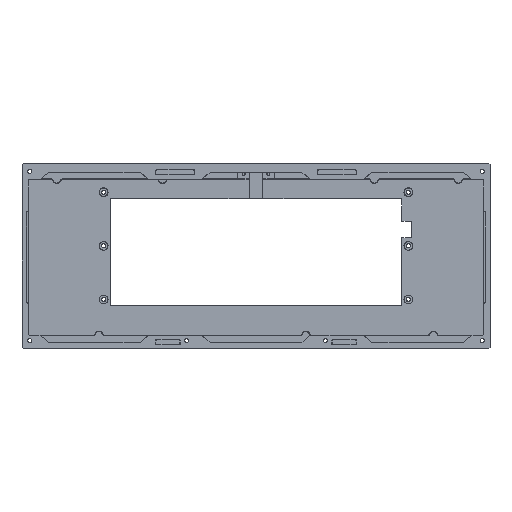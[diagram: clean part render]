
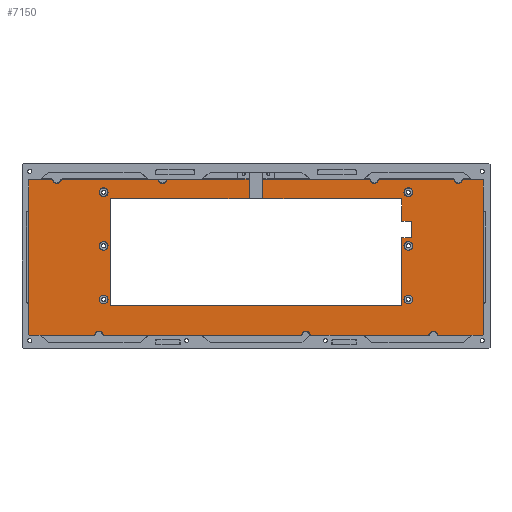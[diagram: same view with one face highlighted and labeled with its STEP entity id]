
A CAD part, top view. The second image highlights one B-rep face of the part: STEP entity #7150.
In plain terms, the highlighted planar face has unit normal (0, 0, 1).
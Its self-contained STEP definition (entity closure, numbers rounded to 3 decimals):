
#97=FACE_BOUND('',#1010,.T.);
#98=FACE_BOUND('',#1011,.T.);
#99=FACE_BOUND('',#1012,.T.);
#100=FACE_BOUND('',#1013,.T.);
#101=FACE_BOUND('',#1014,.T.);
#102=FACE_BOUND('',#1015,.T.);
#280=PLANE('',#7716);
#570=FACE_OUTER_BOUND('',#1009,.T.);
#1009=EDGE_LOOP('',(#5386,#5387,#5388,#5389,#5390,#5391,#5392,#5393,#5394,
#5395,#5396,#5397,#5398,#5399,#5400,#5401,#5402,#5403,#5404,#5405,#5406));
#1010=EDGE_LOOP('',(#5407));
#1011=EDGE_LOOP('',(#5408));
#1012=EDGE_LOOP('',(#5409));
#1013=EDGE_LOOP('',(#5410));
#1014=EDGE_LOOP('',(#5411));
#1015=EDGE_LOOP('',(#5412));
#1480=LINE('',#10736,#2201);
#1564=LINE('',#10959,#2285);
#1589=LINE('',#11035,#2310);
#1590=LINE('',#11037,#2311);
#1591=LINE('',#11039,#2312);
#1592=LINE('',#11040,#2313);
#1593=LINE('',#11042,#2314);
#1594=LINE('',#11044,#2315);
#1595=LINE('',#11045,#2316);
#1596=LINE('',#11047,#2317);
#1597=LINE('',#11049,#2318);
#1598=LINE('',#11051,#2319);
#1599=LINE('',#11053,#2320);
#1600=LINE('',#11055,#2321);
#1601=LINE('',#11057,#2322);
#1602=LINE('',#11059,#2323);
#1603=LINE('',#11061,#2324);
#1604=LINE('',#11063,#2325);
#1605=LINE('',#11065,#2326);
#1606=LINE('',#11067,#2327);
#1607=LINE('',#11068,#2328);
#2201=VECTOR('',#8545,10.);
#2285=VECTOR('',#8783,10.);
#2310=VECTOR('',#8866,10.);
#2311=VECTOR('',#8867,10.);
#2312=VECTOR('',#8868,10.);
#2313=VECTOR('',#8869,10.);
#2314=VECTOR('',#8870,10.);
#2315=VECTOR('',#8871,10.);
#2316=VECTOR('',#8872,10.);
#2317=VECTOR('',#8873,10.);
#2318=VECTOR('',#8874,10.);
#2319=VECTOR('',#8875,10.);
#2320=VECTOR('',#8876,10.);
#2321=VECTOR('',#8877,10.);
#2322=VECTOR('',#8878,10.);
#2323=VECTOR('',#8879,10.);
#2324=VECTOR('',#8880,10.);
#2325=VECTOR('',#8881,10.);
#2326=VECTOR('',#8882,10.);
#2327=VECTOR('',#8883,10.);
#2328=VECTOR('',#8884,10.);
#2931=CIRCLE('',#7713,3.35);
#2934=CIRCLE('',#7717,3.35);
#2935=CIRCLE('',#7718,3.35);
#2936=CIRCLE('',#7719,3.35);
#2937=CIRCLE('',#7720,3.35);
#2938=CIRCLE('',#7721,3.35);
#3270=VERTEX_POINT('',#10733);
#3271=VERTEX_POINT('',#10735);
#3332=VERTEX_POINT('',#10956);
#3333=VERTEX_POINT('',#10958);
#3351=VERTEX_POINT('',#11025);
#3354=VERTEX_POINT('',#11033);
#3355=VERTEX_POINT('',#11034);
#3356=VERTEX_POINT('',#11036);
#3357=VERTEX_POINT('',#11038);
#3358=VERTEX_POINT('',#11041);
#3359=VERTEX_POINT('',#11043);
#3360=VERTEX_POINT('',#11046);
#3361=VERTEX_POINT('',#11048);
#3362=VERTEX_POINT('',#11050);
#3363=VERTEX_POINT('',#11052);
#3364=VERTEX_POINT('',#11054);
#3365=VERTEX_POINT('',#11056);
#3366=VERTEX_POINT('',#11058);
#3367=VERTEX_POINT('',#11060);
#3368=VERTEX_POINT('',#11062);
#3369=VERTEX_POINT('',#11064);
#3370=VERTEX_POINT('',#11066);
#3371=VERTEX_POINT('',#11069);
#3372=VERTEX_POINT('',#11071);
#3373=VERTEX_POINT('',#11073);
#3374=VERTEX_POINT('',#11075);
#3375=VERTEX_POINT('',#11077);
#3972=EDGE_CURVE('',#3271,#3270,#1480,.T.);
#4084=EDGE_CURVE('',#3333,#3332,#1564,.T.);
#4117=EDGE_CURVE('',#3351,#3351,#2931,.T.);
#4121=EDGE_CURVE('',#3354,#3355,#1589,.T.);
#4122=EDGE_CURVE('',#3354,#3356,#1590,.T.);
#4123=EDGE_CURVE('',#3356,#3357,#1591,.T.);
#4124=EDGE_CURVE('',#3357,#3271,#1592,.T.);
#4125=EDGE_CURVE('',#3270,#3358,#1593,.T.);
#4126=EDGE_CURVE('',#3358,#3359,#1594,.T.);
#4127=EDGE_CURVE('',#3359,#3333,#1595,.T.);
#4128=EDGE_CURVE('',#3332,#3360,#1596,.T.);
#4129=EDGE_CURVE('',#3360,#3361,#1597,.T.);
#4130=EDGE_CURVE('',#3362,#3361,#1598,.T.);
#4131=EDGE_CURVE('',#3362,#3363,#1599,.T.);
#4132=EDGE_CURVE('',#3364,#3363,#1600,.T.);
#4133=EDGE_CURVE('',#3365,#3364,#1601,.T.);
#4134=EDGE_CURVE('',#3365,#3366,#1602,.T.);
#4135=EDGE_CURVE('',#3366,#3367,#1603,.T.);
#4136=EDGE_CURVE('',#3368,#3367,#1604,.T.);
#4137=EDGE_CURVE('',#3368,#3369,#1605,.T.);
#4138=EDGE_CURVE('',#3370,#3369,#1606,.T.);
#4139=EDGE_CURVE('',#3370,#3355,#1607,.T.);
#4140=EDGE_CURVE('',#3371,#3371,#2934,.T.);
#4141=EDGE_CURVE('',#3372,#3372,#2935,.T.);
#4142=EDGE_CURVE('',#3373,#3373,#2936,.T.);
#4143=EDGE_CURVE('',#3374,#3374,#2937,.T.);
#4144=EDGE_CURVE('',#3375,#3375,#2938,.T.);
#5386=ORIENTED_EDGE('',*,*,#4121,.F.);
#5387=ORIENTED_EDGE('',*,*,#4122,.T.);
#5388=ORIENTED_EDGE('',*,*,#4123,.T.);
#5389=ORIENTED_EDGE('',*,*,#4124,.T.);
#5390=ORIENTED_EDGE('',*,*,#3972,.T.);
#5391=ORIENTED_EDGE('',*,*,#4125,.T.);
#5392=ORIENTED_EDGE('',*,*,#4126,.T.);
#5393=ORIENTED_EDGE('',*,*,#4127,.T.);
#5394=ORIENTED_EDGE('',*,*,#4084,.T.);
#5395=ORIENTED_EDGE('',*,*,#4128,.T.);
#5396=ORIENTED_EDGE('',*,*,#4129,.T.);
#5397=ORIENTED_EDGE('',*,*,#4130,.F.);
#5398=ORIENTED_EDGE('',*,*,#4131,.T.);
#5399=ORIENTED_EDGE('',*,*,#4132,.F.);
#5400=ORIENTED_EDGE('',*,*,#4133,.F.);
#5401=ORIENTED_EDGE('',*,*,#4134,.T.);
#5402=ORIENTED_EDGE('',*,*,#4135,.T.);
#5403=ORIENTED_EDGE('',*,*,#4136,.F.);
#5404=ORIENTED_EDGE('',*,*,#4137,.T.);
#5405=ORIENTED_EDGE('',*,*,#4138,.F.);
#5406=ORIENTED_EDGE('',*,*,#4139,.T.);
#5407=ORIENTED_EDGE('',*,*,#4140,.F.);
#5408=ORIENTED_EDGE('',*,*,#4141,.F.);
#5409=ORIENTED_EDGE('',*,*,#4142,.F.);
#5410=ORIENTED_EDGE('',*,*,#4143,.F.);
#5411=ORIENTED_EDGE('',*,*,#4144,.F.);
#5412=ORIENTED_EDGE('',*,*,#4117,.F.);
#7150=ADVANCED_FACE('',(#570,#97,#98,#99,#100,#101,#102),#280,.T.);
#7713=AXIS2_PLACEMENT_3D('',#11026,#8857,#8858);
#7716=AXIS2_PLACEMENT_3D('',#11032,#8864,#8865);
#7717=AXIS2_PLACEMENT_3D('',#11070,#8885,#8886);
#7718=AXIS2_PLACEMENT_3D('',#11072,#8887,#8888);
#7719=AXIS2_PLACEMENT_3D('',#11074,#8889,#8890);
#7720=AXIS2_PLACEMENT_3D('',#11076,#8891,#8892);
#7721=AXIS2_PLACEMENT_3D('',#11078,#8893,#8894);
#8545=DIRECTION('',(0.,-1.,0.));
#8783=DIRECTION('',(0.,1.,0.));
#8857=DIRECTION('center_axis',(0.,0.,1.));
#8858=DIRECTION('ref_axis',(-1.,0.,0.));
#8864=DIRECTION('center_axis',(0.,0.,1.));
#8865=DIRECTION('ref_axis',(0.,1.,0.));
#8866=DIRECTION('',(0.,-1.,0.));
#8867=DIRECTION('',(-1.,0.,0.));
#8868=DIRECTION('',(-1.,0.,0.));
#8869=DIRECTION('',(-0.707,-0.707,0.));
#8870=DIRECTION('',(0.707,-0.707,0.));
#8871=DIRECTION('',(1.,0.,0.));
#8872=DIRECTION('',(0.707,0.707,0.));
#8873=DIRECTION('',(-0.707,0.707,0.));
#8874=DIRECTION('',(-1.,0.,0.));
#8875=DIRECTION('',(0.,1.,0.));
#8876=DIRECTION('',(1.,0.,0.));
#8877=DIRECTION('',(0.,1.,0.));
#8878=DIRECTION('',(-1.,0.,0.));
#8879=DIRECTION('',(0.,-1.,0.));
#8880=DIRECTION('',(-1.,0.,0.));
#8881=DIRECTION('',(0.,1.,0.));
#8882=DIRECTION('',(-1.,0.,0.));
#8883=DIRECTION('',(0.,-1.,0.));
#8884=DIRECTION('',(1.,0.,0.));
#8885=DIRECTION('center_axis',(0.,0.,1.));
#8886=DIRECTION('ref_axis',(-1.,0.,0.));
#8887=DIRECTION('center_axis',(0.,0.,1.));
#8888=DIRECTION('ref_axis',(-1.,0.,0.));
#8889=DIRECTION('center_axis',(0.,0.,1.));
#8890=DIRECTION('ref_axis',(-1.,0.,0.));
#8891=DIRECTION('center_axis',(0.,0.,1.));
#8892=DIRECTION('ref_axis',(-1.,0.,0.));
#8893=DIRECTION('center_axis',(0.,0.,1.));
#8894=DIRECTION('ref_axis',(-1.,0.,0.));
#10733=CARTESIAN_POINT('',(-174.081,-59.281,-9.));
#10735=CARTESIAN_POINT('',(-174.081,59.281,-9.));
#10736=CARTESIAN_POINT('',(-174.081,40.231,-9.));
#10956=CARTESIAN_POINT('',(174.081,59.281,-9.));
#10958=CARTESIAN_POINT('',(174.081,-59.281,-9.));
#10959=CARTESIAN_POINT('',(174.081,-40.231,-9.));
#11025=CARTESIAN_POINT('',(-113.231,49.788,-9.));
#11026=CARTESIAN_POINT('Origin',(-116.581,49.788,-9.));
#11032=CARTESIAN_POINT('Origin',(179.081,-69.781,-9.));
#11033=CARTESIAN_POINT('',(-5.25,59.781,-9.));
#11034=CARTESIAN_POINT('',(-5.25,44.788,-9.));
#11035=CARTESIAN_POINT('',(-5.25,-25.416,-9.));
#11036=CARTESIAN_POINT('',(-14.,59.781,-9.));
#11037=CARTESIAN_POINT('',(82.541,59.781,-9.));
#11038=CARTESIAN_POINT('',(-173.581,59.781,-9.));
#11039=CARTESIAN_POINT('',(174.081,59.781,-9.));
#11040=CARTESIAN_POINT('',(-117.931,115.431,-9.));
#11041=CARTESIAN_POINT('',(-173.581,-59.781,-9.));
#11042=CARTESIAN_POINT('',(-83.041,-150.322,-9.));
#11043=CARTESIAN_POINT('',(173.581,-59.781,-9.));
#11044=CARTESIAN_POINT('',(-174.081,-59.781,-9.));
#11045=CARTESIAN_POINT('',(172.581,-60.781,-9.));
#11046=CARTESIAN_POINT('',(173.581,59.781,-9.));
#11047=CARTESIAN_POINT('',(207.472,25.891,-9.));
#11048=CARTESIAN_POINT('',(5.25,59.781,-9.));
#11049=CARTESIAN_POINT('',(92.041,59.781,-9.));
#11050=CARTESIAN_POINT('',(5.25,44.788,-9.));
#11051=CARTESIAN_POINT('',(5.25,-25.416,-9.));
#11052=CARTESIAN_POINT('',(111.581,44.788,-9.));
#11053=CARTESIAN_POINT('',(-111.581,44.788,-9.));
#11054=CARTESIAN_POINT('',(111.581,27.45,-9.));
#11055=CARTESIAN_POINT('',(111.581,52.788,-9.));
#11056=CARTESIAN_POINT('',(119.,27.45,-9.));
#11057=CARTESIAN_POINT('',(92.041,27.45,-9.));
#11058=CARTESIAN_POINT('',(119.,14.95,-9.));
#11059=CARTESIAN_POINT('',(119.,-25.416,-9.));
#11060=CARTESIAN_POINT('',(111.581,14.95,-9.));
#11061=CARTESIAN_POINT('',(146.541,14.95,-9.));
#11062=CARTESIAN_POINT('',(111.581,-37.212,-9.));
#11063=CARTESIAN_POINT('',(111.581,52.788,-9.));
#11064=CARTESIAN_POINT('',(-111.581,-37.212,-9.));
#11065=CARTESIAN_POINT('',(150.331,-37.212,-9.));
#11066=CARTESIAN_POINT('',(-111.581,44.788,-9.));
#11067=CARTESIAN_POINT('',(-111.581,52.788,-9.));
#11068=CARTESIAN_POINT('',(-111.581,44.788,-9.));
#11069=CARTESIAN_POINT('',(-113.231,8.788,-9.));
#11070=CARTESIAN_POINT('Origin',(-116.581,8.788,-9.));
#11071=CARTESIAN_POINT('',(119.931,-32.212,-9.));
#11072=CARTESIAN_POINT('Origin',(116.581,-32.212,-9.));
#11073=CARTESIAN_POINT('',(119.931,49.788,-9.));
#11074=CARTESIAN_POINT('Origin',(116.581,49.788,-9.));
#11075=CARTESIAN_POINT('',(119.931,8.788,-9.));
#11076=CARTESIAN_POINT('Origin',(116.581,8.788,-9.));
#11077=CARTESIAN_POINT('',(-113.231,-32.212,-9.));
#11078=CARTESIAN_POINT('Origin',(-116.581,-32.212,-9.));
